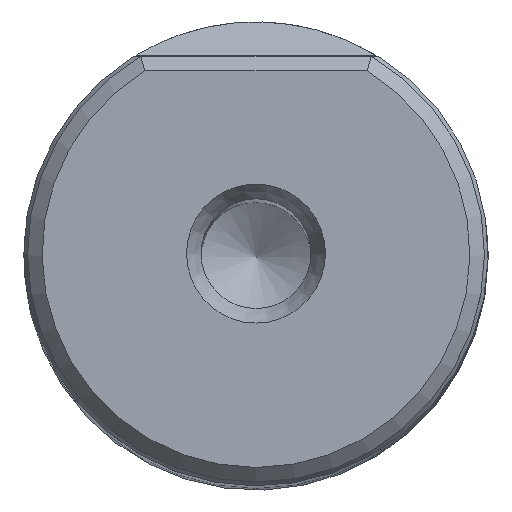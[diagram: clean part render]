
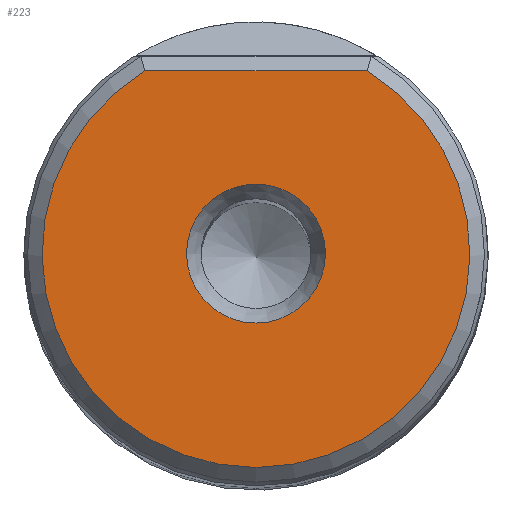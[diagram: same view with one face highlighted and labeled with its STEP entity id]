
A CAD part, top view. The second image highlights one B-rep face of the part: STEP entity #223.
In plain terms, the highlighted planar face has unit normal (0, 0, 1).
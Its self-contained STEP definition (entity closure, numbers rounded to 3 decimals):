
#127=PLANE('',#838);
#152=LINE('',#1230,#170);
#170=VECTOR('',#940,1.);
#223=ADVANCED_FACE('',(#374,#375),#127,.F.);
#374=FACE_BOUND('',#460,.T.);
#375=FACE_BOUND('',#461,.T.);
#460=EDGE_LOOP('',(#577,#578));
#461=EDGE_LOOP('',(#579));
#577=ORIENTED_EDGE('',*,*,#705,.T.);
#578=ORIENTED_EDGE('',*,*,#703,.T.);
#579=ORIENTED_EDGE('',*,*,#707,.T.);
#642=VERTEX_POINT('',#1221);
#645=VERTEX_POINT('',#1229);
#647=VERTEX_POINT('',#1238);
#703=EDGE_CURVE('',#642,#645,#152,.T.);
#705=EDGE_CURVE('',#645,#642,#769,.T.);
#707=EDGE_CURVE('',#647,#647,#771,.T.);
#769=CIRCLE('',#813,11.7);
#771=CIRCLE('',#816,3.8);
#813=AXIS2_PLACEMENT_3D('',#1233,#945,#946);
#816=AXIS2_PLACEMENT_3D('',#1237,#951,#952);
#838=AXIS2_PLACEMENT_3D('',#1380,#1007,#1008);
#940=DIRECTION('',(-1.,0.,0.));
#945=DIRECTION('',(0.,0.,1.));
#946=DIRECTION('',(-1.,0.,0.));
#951=DIRECTION('',(0.,0.,-1.));
#952=DIRECTION('',(-1.,0.,0.));
#1007=DIRECTION('',(0.,0.,-1.));
#1008=DIRECTION('',(-1.,0.,0.));
#1221=CARTESIAN_POINT('',(6.082,9.995,139.7));
#1229=CARTESIAN_POINT('',(-6.082,9.995,139.7));
#1230=CARTESIAN_POINT('',(-6.302,9.995,139.7));
#1233=CARTESIAN_POINT('',(0.,0.,139.7));
#1237=CARTESIAN_POINT('',(0.,0.,139.7));
#1238=CARTESIAN_POINT('',(-3.8,0.,139.7));
#1380=CARTESIAN_POINT('',(0.,0.,139.7));
